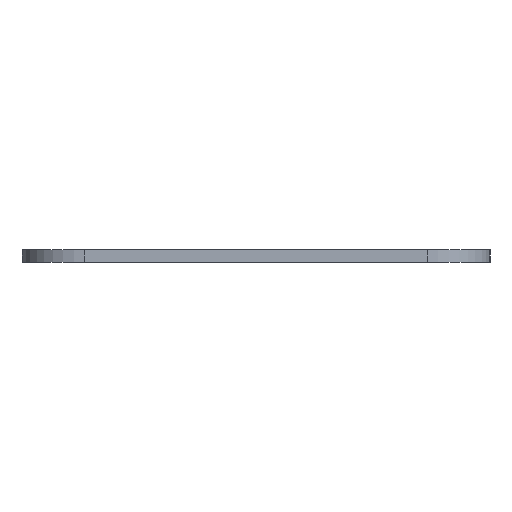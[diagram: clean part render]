
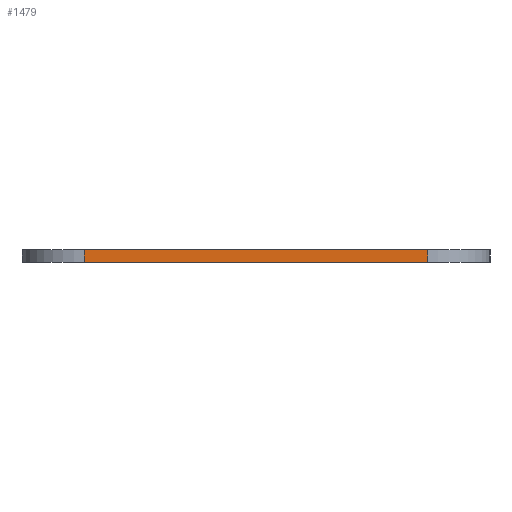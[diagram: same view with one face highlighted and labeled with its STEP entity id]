
A CAD part, left-side view. The second image highlights one B-rep face of the part: STEP entity #1479.
In plain terms, the highlighted planar face has unit normal (-1, 0, 0).
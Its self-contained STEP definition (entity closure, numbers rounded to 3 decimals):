
#172=PLANE('',#1585);
#235=FACE_OUTER_BOUND('',#313,.T.);
#313=EDGE_LOOP('',(#1172,#1173,#1174,#1175));
#385=LINE('',#2041,#557);
#446=LINE('',#2185,#618);
#447=LINE('',#2189,#619);
#448=LINE('',#2190,#620);
#557=VECTOR('',#1674,10.);
#618=VECTOR('',#1771,10.);
#619=VECTOR('',#1776,10.);
#620=VECTOR('',#1777,10.);
#763=VERTEX_POINT('',#2038);
#764=VERTEX_POINT('',#2040);
#829=VERTEX_POINT('',#2184);
#830=VERTEX_POINT('',#2188);
#892=EDGE_CURVE('',#763,#764,#385,.T.);
#964=EDGE_CURVE('',#764,#829,#446,.T.);
#966=EDGE_CURVE('',#830,#763,#447,.T.);
#967=EDGE_CURVE('',#830,#829,#448,.T.);
#1172=ORIENTED_EDGE('',*,*,#964,.F.);
#1173=ORIENTED_EDGE('',*,*,#892,.F.);
#1174=ORIENTED_EDGE('',*,*,#966,.F.);
#1175=ORIENTED_EDGE('',*,*,#967,.T.);
#1479=ADVANCED_FACE('',(#235),#172,.T.);
#1585=AXIS2_PLACEMENT_3D('',#2187,#1774,#1775);
#1674=DIRECTION('',(0.,-1.,0.));
#1771=DIRECTION('',(0.,0.,-1.));
#1774=DIRECTION('center_axis',(-1.,0.,0.));
#1775=DIRECTION('ref_axis',(0.,-1.,0.));
#1776=DIRECTION('',(0.,0.,1.));
#1777=DIRECTION('',(0.,-1.,0.));
#2038=CARTESIAN_POINT('',(0.,32.5,1.));
#2040=CARTESIAN_POINT('',(0.,5.,1.));
#2041=CARTESIAN_POINT('',(0.,37.5,1.));
#2184=CARTESIAN_POINT('',(0.,5.,0.));
#2185=CARTESIAN_POINT('',(0.,5.,0.));
#2187=CARTESIAN_POINT('Origin',(0.,37.5,0.));
#2188=CARTESIAN_POINT('',(0.,32.5,0.));
#2189=CARTESIAN_POINT('',(0.,32.5,0.));
#2190=CARTESIAN_POINT('',(0.,37.5,0.));
